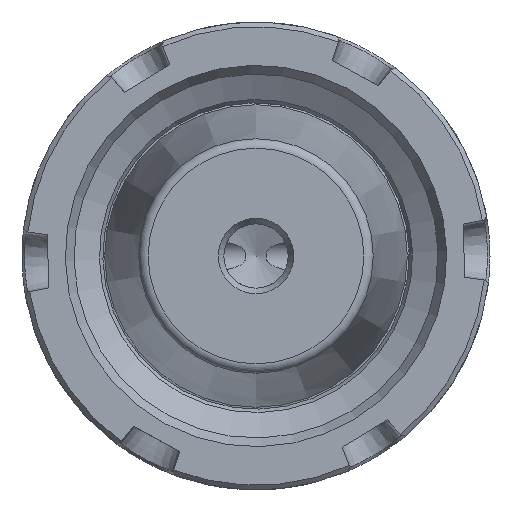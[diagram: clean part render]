
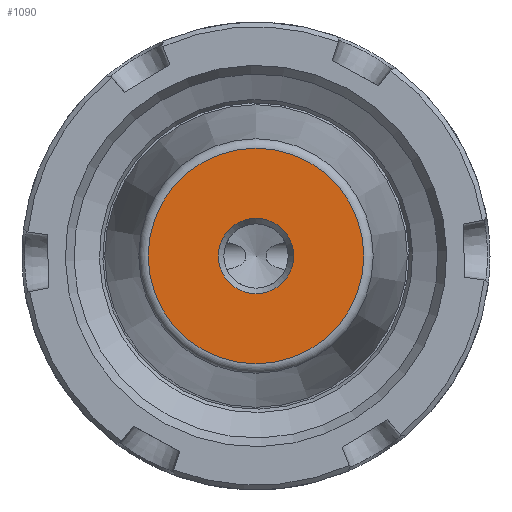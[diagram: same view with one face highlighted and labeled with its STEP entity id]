
A CAD part, left-side view. The second image highlights one B-rep face of the part: STEP entity #1090.
In plain terms, the highlighted planar face has unit normal (-1, 0, 0).
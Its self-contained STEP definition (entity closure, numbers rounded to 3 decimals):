
#352 = PLANE ( 'NONE',  #5537 ) ;
#546 = VERTEX_POINT ( 'NONE', #5877 ) ;
#632 = FACE_OUTER_BOUND ( 'NONE', #8697, .T. ) ;
#1090 = ADVANCED_FACE ( 'NONE', ( #8513, #632 ), #352, .F. ) ;
#1458 = DIRECTION ( 'NONE',  ( 0., 0., 1. ) ) ;
#1499 = CIRCLE ( 'NONE', #7490, 4. ) ;
#1681 = DIRECTION ( 'NONE',  ( -1., 0., 0. ) ) ;
#2072 = EDGE_CURVE ( 'NONE', #3402, #3402, #1499, .T. ) ;
#3045 = CARTESIAN_POINT ( 'NONE',  ( -26.5, 0., 0. ) ) ;
#3402 = VERTEX_POINT ( 'NONE', #4996 ) ;
#3512 = DIRECTION ( 'NONE',  ( 0., 0., -1. ) ) ;
#4996 = CARTESIAN_POINT ( 'NONE',  ( -26.5, 0., 4. ) ) ;
#5537 = AXIS2_PLACEMENT_3D ( 'NONE', #5873, #8275, #3512 ) ;
#5873 = CARTESIAN_POINT ( 'NONE',  ( -26.5, 11.406, 0. ) ) ;
#5877 = CARTESIAN_POINT ( 'NONE',  ( -26.5, 0., 11.406 ) ) ;
#6474 = DIRECTION ( 'NONE',  ( 0., 0., 1. ) ) ;
#6646 = AXIS2_PLACEMENT_3D ( 'NONE', #3045, #10050, #1458 ) ;
#7087 = ORIENTED_EDGE ( 'NONE', *, *, #2072, .F. ) ;
#7457 = EDGE_CURVE ( 'NONE', #546, #546, #10032, .T. ) ;
#7490 = AXIS2_PLACEMENT_3D ( 'NONE', #8828, #1681, #6474 ) ;
#7908 = ORIENTED_EDGE ( 'NONE', *, *, #7457, .T. ) ;
#8275 = DIRECTION ( 'NONE',  ( 1., 0., 0. ) ) ;
#8513 = FACE_BOUND ( 'NONE', #8956, .T. ) ;
#8697 = EDGE_LOOP ( 'NONE', ( #7908 ) ) ;
#8828 = CARTESIAN_POINT ( 'NONE',  ( -26.5, 0., 0. ) ) ;
#8956 = EDGE_LOOP ( 'NONE', ( #7087 ) ) ;
#10032 = CIRCLE ( 'NONE', #6646, 11.406 ) ;
#10050 = DIRECTION ( 'NONE',  ( -1., 0., 0. ) ) ;
